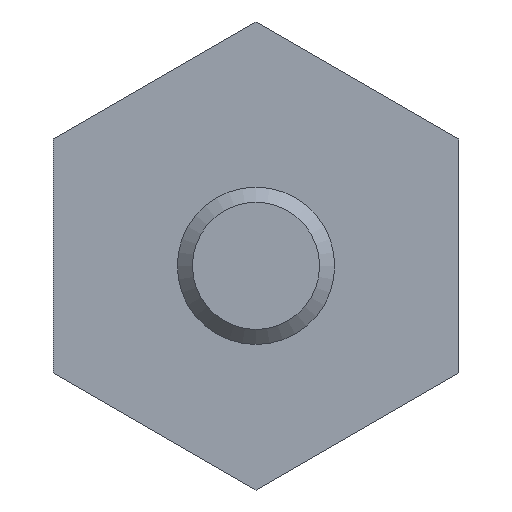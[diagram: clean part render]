
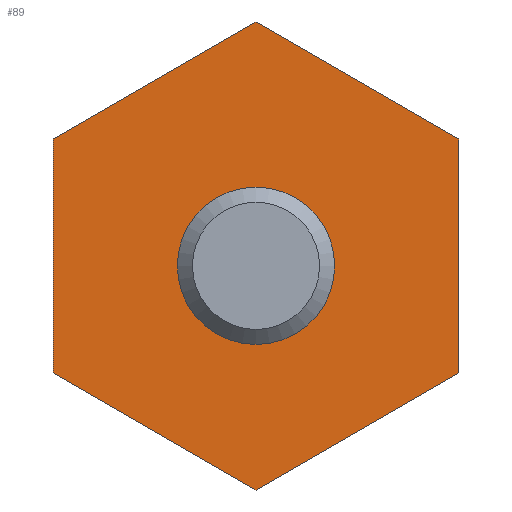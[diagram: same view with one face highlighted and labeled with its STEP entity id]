
A CAD part, front view. The second image highlights one B-rep face of the part: STEP entity #89.
In plain terms, the highlighted planar face has unit normal (0, -1, 0).
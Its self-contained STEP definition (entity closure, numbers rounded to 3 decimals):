
#89 = ADVANCED_FACE( '', ( #181, #182 ), #183, .F. );
#181 = FACE_BOUND( '', #266, .T. );
#182 = FACE_OUTER_BOUND( '', #267, .T. );
#183 = PLANE( '', #268 );
#266 = EDGE_LOOP( '', ( #435 ) );
#267 = EDGE_LOOP( '', ( #436, #437, #438, #439, #440, #441 ) );
#268 = AXIS2_PLACEMENT_3D( '', #442, #443, #444 );
#435 = ORIENTED_EDGE( '', *, *, #455, .F. );
#436 = ORIENTED_EDGE( '', *, *, #487, .F. );
#437 = ORIENTED_EDGE( '', *, *, #504, .F. );
#438 = ORIENTED_EDGE( '', *, *, #482, .F. );
#439 = ORIENTED_EDGE( '', *, *, #517, .F. );
#440 = ORIENTED_EDGE( '', *, *, #462, .F. );
#441 = ORIENTED_EDGE( '', *, *, #467, .F. );
#442 = CARTESIAN_POINT( '', ( 0., -4.8, 0. ) );
#443 = DIRECTION( '', ( 0., 1., 0. ) );
#444 = DIRECTION( '', ( 0., 0., 1. ) );
#455 = EDGE_CURVE( '', #523, #523, #524, .F. );
#462 = EDGE_CURVE( '', #534, #536, #537, .T. );
#467 = EDGE_CURVE( '', #542, #534, #544, .T. );
#482 = EDGE_CURVE( '', #568, #570, #571, .T. );
#487 = EDGE_CURVE( '', #576, #542, #578, .T. );
#504 = EDGE_CURVE( '', #570, #576, #602, .T. );
#517 = EDGE_CURVE( '', #536, #568, #616, .T. );
#523 = VERTEX_POINT( '', #622 );
#524 = CIRCLE( '', #623, 3. );
#534 = VERTEX_POINT( '', #634 );
#536 = VERTEX_POINT( '', #637 );
#537 = LINE( '', #638, #639 );
#542 = VERTEX_POINT( '', #646 );
#544 = LINE( '', #649, #650 );
#568 = VERTEX_POINT( '', #684 );
#570 = VERTEX_POINT( '', #687 );
#571 = LINE( '', #688, #689 );
#576 = VERTEX_POINT( '', #696 );
#578 = LINE( '', #699, #700 );
#602 = LINE( '', #732, #733 );
#616 = LINE( '', #750, #751 );
#622 = CARTESIAN_POINT( '', ( 0., -4.8, 3. ) );
#623 = AXIS2_PLACEMENT_3D( '', #757, #758, #759 );
#634 = CARTESIAN_POINT( '', ( 0., -4.8, 12.393 ) );
#637 = CARTESIAN_POINT( '', ( 10.3, -4.8, 6.447 ) );
#638 = CARTESIAN_POINT( '', ( 0., -4.8, 12.393 ) );
#639 = VECTOR( '', #768, 1000. );
#646 = CARTESIAN_POINT( '', ( -10.3, -4.8, 6.447 ) );
#649 = CARTESIAN_POINT( '', ( -10.3, -4.8, 6.447 ) );
#650 = VECTOR( '', #772, 1000. );
#684 = CARTESIAN_POINT( '', ( 10.3, -4.8, -5.447 ) );
#687 = CARTESIAN_POINT( '', ( 0., -4.8, -11.393 ) );
#688 = CARTESIAN_POINT( '', ( 10.3, -4.8, -5.447 ) );
#689 = VECTOR( '', #784, 1000. );
#696 = CARTESIAN_POINT( '', ( -10.3, -4.8, -5.447 ) );
#699 = CARTESIAN_POINT( '', ( -10.3, -4.8, -5.447 ) );
#700 = VECTOR( '', #788, 1000. );
#732 = CARTESIAN_POINT( '', ( 0., -4.8, -11.393 ) );
#733 = VECTOR( '', #806, 1000. );
#750 = CARTESIAN_POINT( '', ( 10.3, -4.8, 6.447 ) );
#751 = VECTOR( '', #813, 1000. );
#757 = CARTESIAN_POINT( '', ( 0., -4.8, 0. ) );
#758 = DIRECTION( '', ( 0., 1., 0. ) );
#759 = DIRECTION( '', ( 0., 0., 1. ) );
#768 = DIRECTION( '', ( 0.866, 0., -0.5 ) );
#772 = DIRECTION( '', ( 0.866, 0., 0.5 ) );
#784 = DIRECTION( '', ( -0.866, 0., -0.5 ) );
#788 = DIRECTION( '', ( 0., 0., 1. ) );
#806 = DIRECTION( '', ( -0.866, 0., 0.5 ) );
#813 = DIRECTION( '', ( 0., 0., -1. ) );
